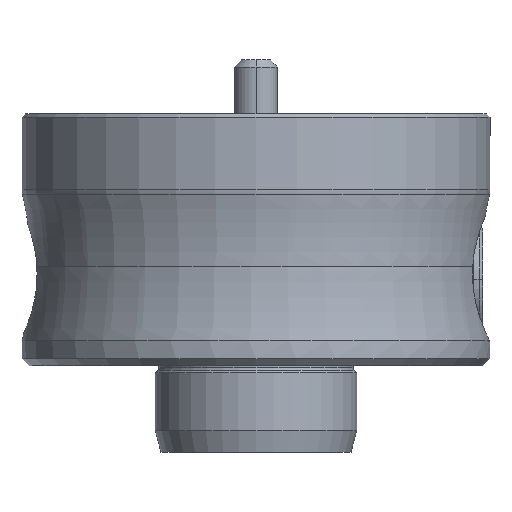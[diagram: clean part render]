
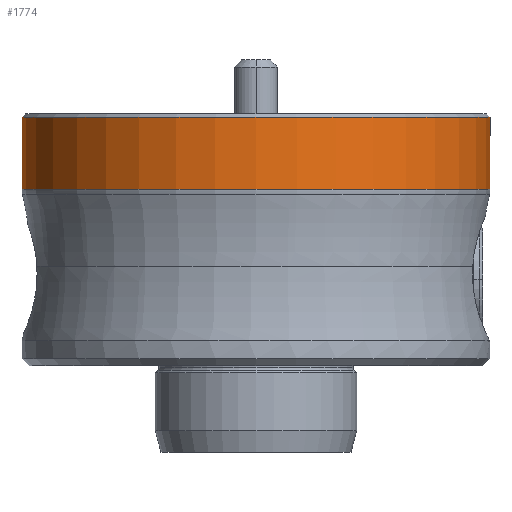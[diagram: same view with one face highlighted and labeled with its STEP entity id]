
A CAD part, front view. The second image highlights one B-rep face of the part: STEP entity #1774.
In plain terms, the highlighted cylindrical face has radius 32.5 mm (diameter 65 mm), a partial arc.
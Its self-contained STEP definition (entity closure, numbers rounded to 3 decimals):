
#427 = FACE_OUTER_BOUND ( 'NONE', #4540, .T. ) ;
#692 = DIRECTION ( 'NONE',  ( 0., 0., 1. ) ) ;
#843 = AXIS2_PLACEMENT_3D ( 'NONE', #5362, #692, #3379 ) ;
#1002 = CARTESIAN_POINT ( 'NONE',  ( 32.5, 0., 56.413 ) ) ;
#1084 = ORIENTED_EDGE ( 'NONE', *, *, #7020, .T. ) ;
#1313 = CARTESIAN_POINT ( 'NONE',  ( 32.5, 0., 24.489 ) ) ;
#1774 = ADVANCED_FACE ( 'NONE', ( #427 ), #4438, .T. ) ;
#1939 = DIRECTION ( 'NONE',  ( 0., 0., 1. ) ) ;
#1979 = LINE ( 'NONE', #4643, #4630 ) ;
#2106 = CIRCLE ( 'NONE', #843, 32.5 ) ;
#2284 = DIRECTION ( 'NONE',  ( 0., 0., -1. ) ) ;
#2300 = AXIS2_PLACEMENT_3D ( 'NONE', #5146, #8407, #2364 ) ;
#2364 = DIRECTION ( 'NONE',  ( 1., 0., 0. ) ) ;
#2538 = EDGE_CURVE ( 'NONE', #5098, #5971, #6556, .T. ) ;
#2887 = LINE ( 'NONE', #1002, #8059 ) ;
#3050 = CARTESIAN_POINT ( 'NONE',  ( -32.5, 0., 34.5 ) ) ;
#3220 = VERTEX_POINT ( 'NONE', #7835 ) ;
#3300 = VERTEX_POINT ( 'NONE', #1313 ) ;
#3366 = CARTESIAN_POINT ( 'NONE',  ( 32.5, 0., 34.5 ) ) ;
#3379 = DIRECTION ( 'NONE',  ( -1., 0., 0. ) ) ;
#3608 = ORIENTED_EDGE ( 'NONE', *, *, #7915, .T. ) ;
#4438 = CYLINDRICAL_SURFACE ( 'NONE', #2300, 32.5 ) ;
#4540 = EDGE_LOOP ( 'NONE', ( #8506, #1084, #3608, #8512 ) ) ;
#4630 = VECTOR ( 'NONE', #1939, 1000. ) ;
#4643 = CARTESIAN_POINT ( 'NONE',  ( -32.5, 0., 56.413 ) ) ;
#5098 = VERTEX_POINT ( 'NONE', #3366 ) ;
#5146 = CARTESIAN_POINT ( 'NONE',  ( 0., 0., 56.413 ) ) ;
#5362 = CARTESIAN_POINT ( 'NONE',  ( 0., 0., 24.489 ) ) ;
#5762 = DIRECTION ( 'NONE',  ( 0., 0., 1. ) ) ;
#5971 = VERTEX_POINT ( 'NONE', #3050 ) ;
#6079 = EDGE_CURVE ( 'NONE', #3220, #5971, #1979, .T. ) ;
#6556 = CIRCLE ( 'NONE', #8523, 32.5 ) ;
#7020 = EDGE_CURVE ( 'NONE', #3220, #3300, #2106, .T. ) ;
#7835 = CARTESIAN_POINT ( 'NONE',  ( -32.5, 0., 24.489 ) ) ;
#7915 = EDGE_CURVE ( 'NONE', #3300, #5098, #2887, .T. ) ;
#8059 = VECTOR ( 'NONE', #5762, 1000. ) ;
#8203 = CARTESIAN_POINT ( 'NONE',  ( 0., 0., 34.5 ) ) ;
#8379 = DIRECTION ( 'NONE',  ( -1., 0., 0. ) ) ;
#8407 = DIRECTION ( 'NONE',  ( 0., 0., 1. ) ) ;
#8506 = ORIENTED_EDGE ( 'NONE', *, *, #6079, .F. ) ;
#8512 = ORIENTED_EDGE ( 'NONE', *, *, #2538, .T. ) ;
#8523 = AXIS2_PLACEMENT_3D ( 'NONE', #8203, #2284, #8379 ) ;
